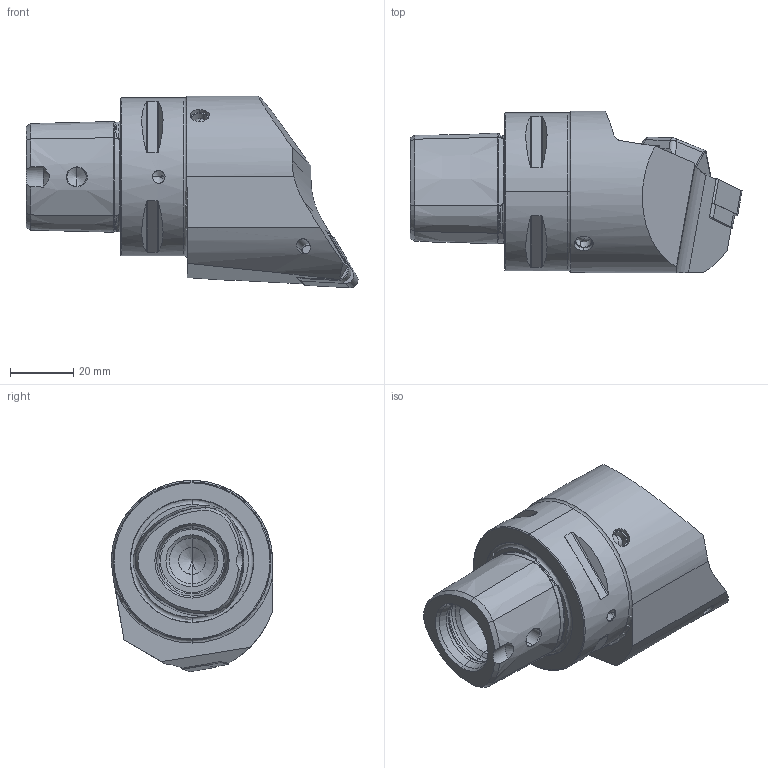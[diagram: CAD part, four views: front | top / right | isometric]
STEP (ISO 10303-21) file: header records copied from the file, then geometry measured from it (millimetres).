
FILE_DESCRIPTION (( 'STEP AP203' ), '1' );
FILE_NAME ('PS5-KDX.RJA.075.STEP', '2019-08-30T10:50:26', ( '' ), ( '' ), 'SwSTEP 2.0', 'SolidWorks 2017', '' );
FILE_SCHEMA (( 'CONFIG_CONTROL_DESIGN' ));
Length unit declared in the file: millimetre
Products named in the file (10): PS5-KDX.RJA.075; Bratze; PS5-KDX.RJA.075_A; Bratze komplett; KVT_MB_600_060; WDX-ER2.101.003_A; WCC-ER2.001.010_A; Feder; DNMG190724; Spannschraube
Assembly tree (9 placements, depth 3):
  PS5-KDX.RJA.075
    PS5-KDX.RJA.075_A
    DNMG190724
    KVT_MB_600_060
    WDX-ER2.101.003_A
    WCC-ER2.001.010_A
    Bratze komplett
      Bratze
      Spannschraube
      Feder
Bounding box: 105.07 x 51 x 60.57 mm (x, y, z)
Volume: 133606.6 mm3; surface area: 29018 mm2
Topology: 10 solids, 10 shells, 419 faces, 1017 edges, 614 vertices
Faces by surface type: cylinder 145, plane 114, cone 103, torus 44, bspline 7, sphere 6
Entity records: 16233 total; most frequent: CARTESIAN_POINT 5634, DIRECTION 2043, ORIENTED_EDGE 1988, EDGE_CURVE 994, AXIS2_PLACEMENT_3D 812, VERTEX_POINT 611, EDGE_LOOP 449, VECTOR 419
